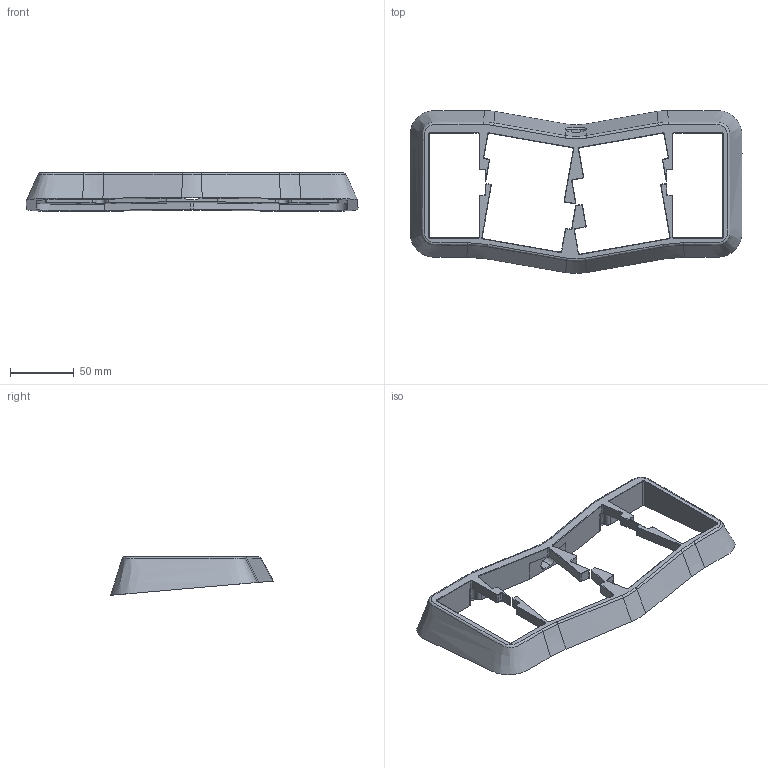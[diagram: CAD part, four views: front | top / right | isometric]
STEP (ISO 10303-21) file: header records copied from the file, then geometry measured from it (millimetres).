
FILE_DESCRIPTION(/* description */ ('','CAx-IF Rec.Pracs.---Representation and Presentation of Product Manufacturing Information (PMI)---4.0---2014-10-13'),/* implementation_level */ '2;1');
FILE_NAME(/* name */ 'top case.step',/* time_stamp */ '2025-02-06T20:47:15-08:00',/* author */ (''),/* organization */ (''),/* preprocessor_version */ 'ST-DEVELOPER v20',/* originating_system */ 'Autodesk Translation Framework v13.20.0.188',/* authorisation */ '');
FILE_SCHEMA (('AP242_MANAGED_MODEL_BASED_3D_ENGINEERING_MIM_LF { 1 0 10303 442 1 1 4 }'));
Length unit declared in the file: millimetre
Products named in the file (1): top case
Bounding box: 259.72 x 127.31 x 30.15 mm (x, y, z)
Volume: 160909 mm3; surface area: 56396.7 mm2
Topology: 1 solids, 1 shells, 312 faces, 783 edges, 483 vertices
Faces by surface type: plane 136, cylinder 64, cone 61, bspline 51
Full cylindrical faces by diameter (mm): 3.41 x2
Entity records: 11529 total; most frequent: CARTESIAN_POINT 4282, ORIENTED_EDGE 1558, DIRECTION 1400, EDGE_CURVE 779, VERTEX_POINT 483, AXIS2_PLACEMENT_3D 471, LINE 458, VECTOR 458
